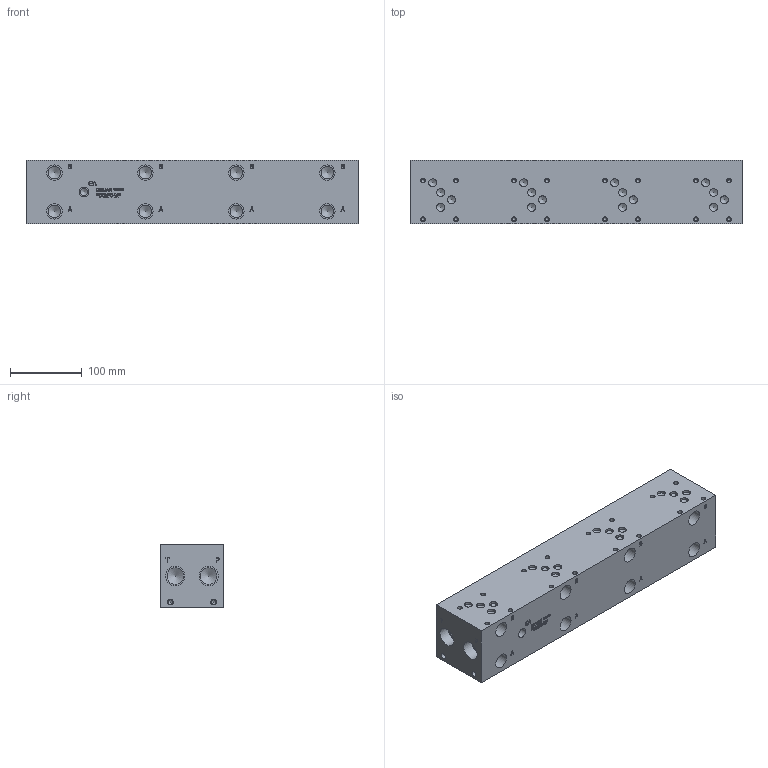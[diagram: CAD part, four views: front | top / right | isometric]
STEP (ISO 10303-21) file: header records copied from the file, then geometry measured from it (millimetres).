
FILE_DESCRIPTION(/* description */ (''),/* implementation_level */ '2;1');
FILE_NAME(/* name */ '_D05P045P.stp',/* time_stamp */ '2020-03-11T13:32:12-04:00',/* author */ ('devonn'),/* organization */ (''),/* preprocessor_version */ 'ST-DEVELOPER v17',/* originating_system */ 'Autodesk Inventor 2019',/* authorisation */ '');
FILE_SCHEMA (('AUTOMOTIVE_DESIGN { 1 0 10303 214 3 1 1 }'));
Length unit declared in the file: millimetre
Products named in the file (1): Part14
Bounding box: 463.55 x 88.9 x 88.9 mm (x, y, z)
Volume: 3550588.9 mm3; surface area: 207459.5 mm2
Topology: 1 solids, 1 shells, 719 faces, 1966 edges, 1338 vertices
Faces by surface type: plane 420, bspline 168, cylinder 82, cone 49
Full cylindrical faces by diameter (mm): 5.105 x16, 6.35 x16, 6.528 x4, 7.925 x4, 10.719 x1, 11.125 x16, 13.868 x1, 17.475 x8, 21.59 x8, 23.012 x4, 26.924 x4
Entity records: 23987 total; most frequent: CARTESIAN_POINT 6159, ORIENTED_EDGE 3834, DIRECTION 2980, EDGE_CURVE 1917, VERTEX_POINT 1338, LINE 1286, VECTOR 1286, EDGE_LOOP 857
